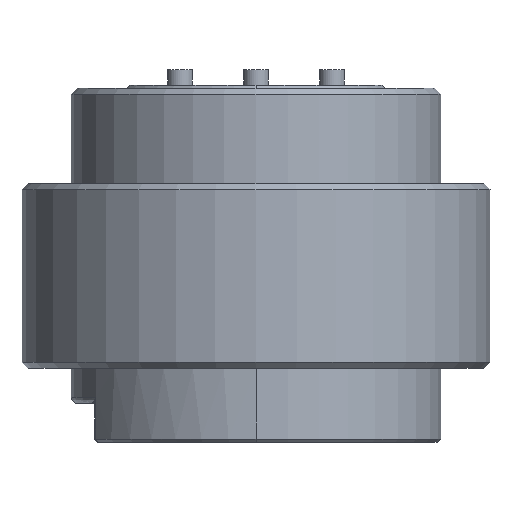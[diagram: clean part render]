
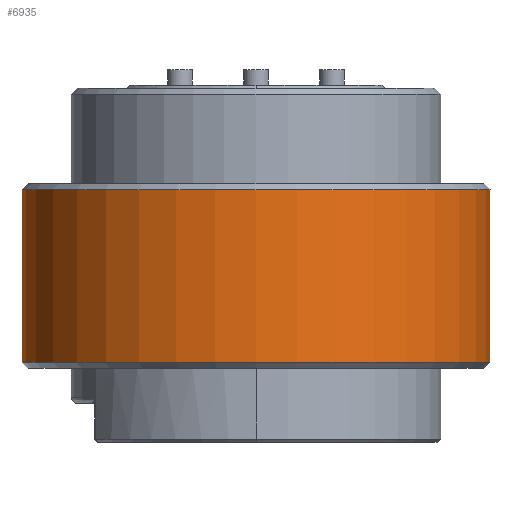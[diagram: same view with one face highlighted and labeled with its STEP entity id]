
A CAD part, front view. The second image highlights one B-rep face of the part: STEP entity #6935.
In plain terms, the highlighted cylindrical face has radius 38 mm (diameter 76 mm), a partial arc.
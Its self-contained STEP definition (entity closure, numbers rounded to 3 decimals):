
#180 = VERTEX_POINT ( 'NONE', #6634 ) ;
#201 = DIRECTION ( 'NONE',  ( -1., 0., 0. ) ) ;
#808 = VECTOR ( 'NONE', #2665, 1000. ) ;
#1302 = ORIENTED_EDGE ( 'NONE', *, *, #3871, .T. ) ;
#1531 = CARTESIAN_POINT ( 'NONE',  ( 531.089, 355.818, -16. ) ) ;
#1669 = VERTEX_POINT ( 'NONE', #5093 ) ;
#1745 = EDGE_CURVE ( 'NONE', #180, #6713, #5431, .T. ) ;
#2180 = DIRECTION ( 'NONE',  ( -1., 0., 0. ) ) ;
#2259 = AXIS2_PLACEMENT_3D ( 'NONE', #6239, #7397, #2180 ) ;
#2373 = CARTESIAN_POINT ( 'NONE',  ( 493.089, 355.818, -1. ) ) ;
#2510 = DIRECTION ( 'NONE',  ( 0., 0., 1. ) ) ;
#2546 = EDGE_CURVE ( 'NONE', #1669, #2717, #5554, .T. ) ;
#2665 = DIRECTION ( 'NONE',  ( 0., 0., -1. ) ) ;
#2717 = VERTEX_POINT ( 'NONE', #6611 ) ;
#3450 = LINE ( 'NONE', #6704, #3920 ) ;
#3494 = AXIS2_PLACEMENT_3D ( 'NONE', #1531, #3862, #6157 ) ;
#3862 = DIRECTION ( 'NONE',  ( 0., 0., -1. ) ) ;
#3871 = EDGE_CURVE ( 'NONE', #6713, #1669, #3450, .T. ) ;
#3901 = ORIENTED_EDGE ( 'NONE', *, *, #1745, .T. ) ;
#3920 = VECTOR ( 'NONE', #7292, 1000. ) ;
#4374 = CARTESIAN_POINT ( 'NONE',  ( 569.089, 355.818, -16. ) ) ;
#4468 = FACE_OUTER_BOUND ( 'NONE', #5493, .T. ) ;
#4582 = AXIS2_PLACEMENT_3D ( 'NONE', #5395, #2510, #201 ) ;
#5093 = CARTESIAN_POINT ( 'NONE',  ( 493.089, 355.818, -29. ) ) ;
#5354 = ORIENTED_EDGE ( 'NONE', *, *, #5713, .F. ) ;
#5395 = CARTESIAN_POINT ( 'NONE',  ( 531.089, 355.818, -29. ) ) ;
#5431 = CIRCLE ( 'NONE', #2259, 38. ) ;
#5493 = EDGE_LOOP ( 'NONE', ( #5354, #3901, #1302, #6766 ) ) ;
#5554 = CIRCLE ( 'NONE', #4582, 38. ) ;
#5713 = EDGE_CURVE ( 'NONE', #180, #2717, #7201, .T. ) ;
#6157 = DIRECTION ( 'NONE',  ( -1., 0., 0. ) ) ;
#6239 = CARTESIAN_POINT ( 'NONE',  ( 531.089, 355.818, -1. ) ) ;
#6611 = CARTESIAN_POINT ( 'NONE',  ( 569.089, 355.818, -29. ) ) ;
#6634 = CARTESIAN_POINT ( 'NONE',  ( 569.089, 355.818, -1. ) ) ;
#6704 = CARTESIAN_POINT ( 'NONE',  ( 493.089, 355.818, -16. ) ) ;
#6713 = VERTEX_POINT ( 'NONE', #2373 ) ;
#6715 = CYLINDRICAL_SURFACE ( 'NONE', #3494, 38. ) ;
#6766 = ORIENTED_EDGE ( 'NONE', *, *, #2546, .T. ) ;
#6935 = ADVANCED_FACE ( 'NONE', ( #4468 ), #6715, .T. ) ;
#7201 = LINE ( 'NONE', #4374, #808 ) ;
#7292 = DIRECTION ( 'NONE',  ( 0., 0., -1. ) ) ;
#7397 = DIRECTION ( 'NONE',  ( 0., 0., -1. ) ) ;
